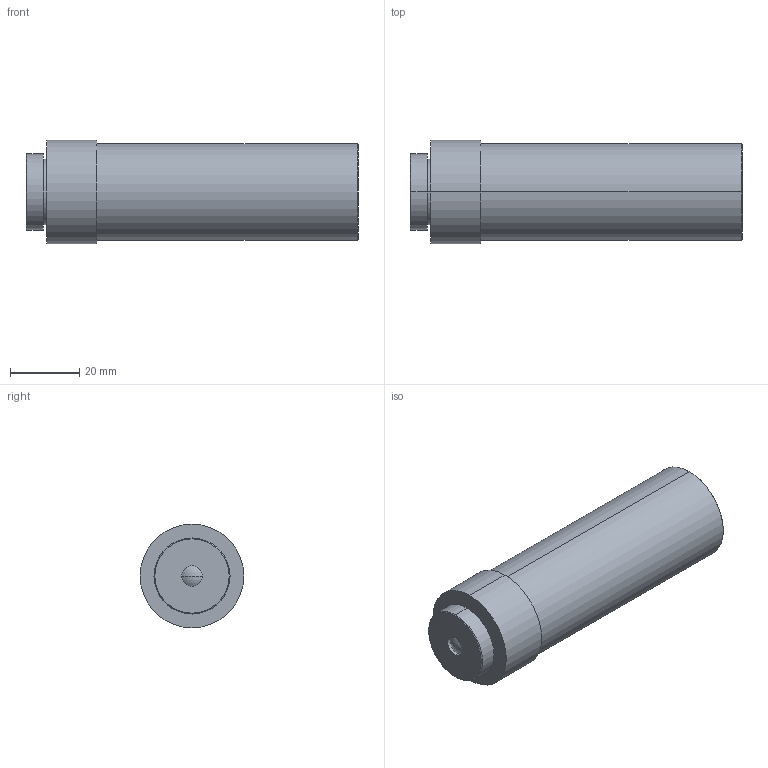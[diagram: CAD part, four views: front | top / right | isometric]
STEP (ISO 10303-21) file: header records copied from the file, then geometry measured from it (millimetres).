
FILE_DESCRIPTION (( 'STEP AP214' ), '1' );
FILE_NAME ('450015.STEP', '2025-10-27T08:35:14', ( '' ), ( '' ), 'SwSTEP 2.0', 'SolidWorks 2020', '' );
FILE_SCHEMA (( 'AUTOMOTIVE_DESIGN' ));
Length unit declared in the file: millimetre
Products named in the file (1): 450015
Bounding box: 96.1 x 30 x 30 mm (x, y, z)
Volume: 45763.3 mm3; surface area: 14094.8 mm2
Topology: 1 solids, 2 shells, 32 faces, 64 edges, 42 vertices
Faces by surface type: cylinder 16, plane 8, cone 4, sphere 4
Entity records: 888 total; most frequent: DIRECTION 174, CARTESIAN_POINT 139, ORIENTED_EDGE 128, AXIS2_PLACEMENT_3D 77, EDGE_CURVE 64, CIRCLE 44, VERTEX_POINT 42, EDGE_LOOP 38
